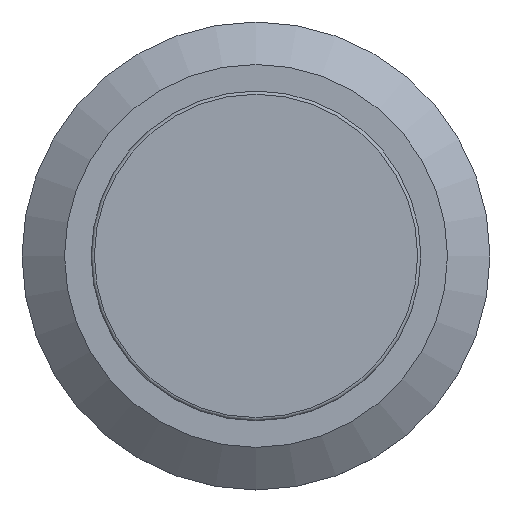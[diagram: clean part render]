
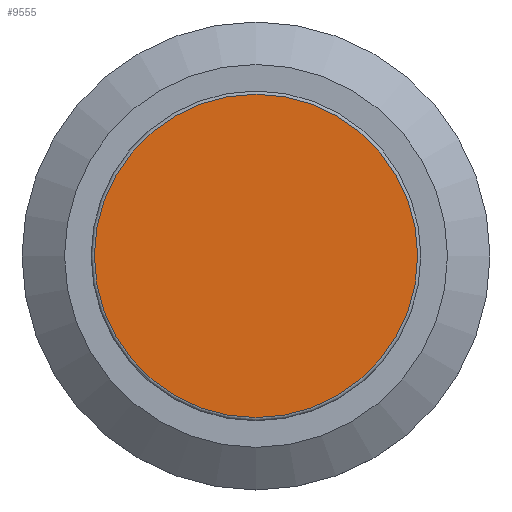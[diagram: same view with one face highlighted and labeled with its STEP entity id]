
A CAD part, top view. The second image highlights one B-rep face of the part: STEP entity #9555.
In plain terms, the highlighted planar face has unit normal (0, 0, 1).
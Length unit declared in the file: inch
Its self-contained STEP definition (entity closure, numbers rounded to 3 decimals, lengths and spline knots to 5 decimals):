
#9535=CARTESIAN_POINT('',(-0.29921,0.0,0.07874));
#9536=VERTEX_POINT('',#9535);
#9537=CARTESIAN_POINT('',(0.0,0.0,0.07874));
#9538=DIRECTION('',(0.0,0.0,-1.0));
#9539=DIRECTION('',(1.0,0.0,0.0));
#9540=AXIS2_PLACEMENT_3D('',#9537,#9538,#9539);
#9541=CIRCLE('',#9540,0.29921);
#9542=EDGE_CURVE('',#9536,#9536,#9541,.T.);
#9547=CARTESIAN_POINT('',(-0.32913,0.32913,0.07874));
#9548=DIRECTION('',(0.0,0.0,-1.0));
#9549=DIRECTION('',(-1.0,0.0,0.0));
#9550=AXIS2_PLACEMENT_3D('',#9547,#9548,#9549);
#9551=PLANE('',#9550);
#9552=ORIENTED_EDGE('',*,*,#9542,.F.);
#9553=EDGE_LOOP('',(#9552));
#9554=FACE_OUTER_BOUND('',#9553,.T.);
#9555=ADVANCED_FACE('',(#9554),#9551,.F.);
